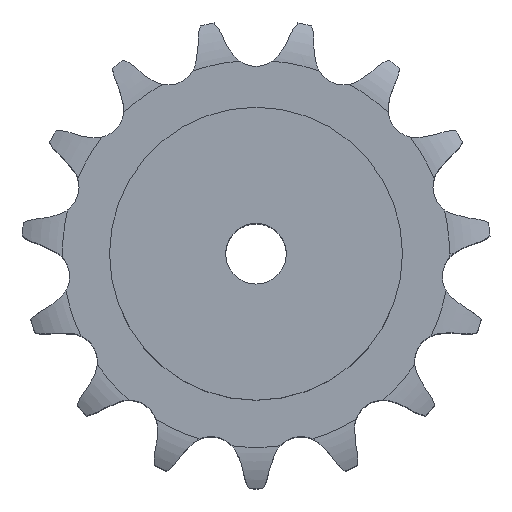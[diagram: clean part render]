
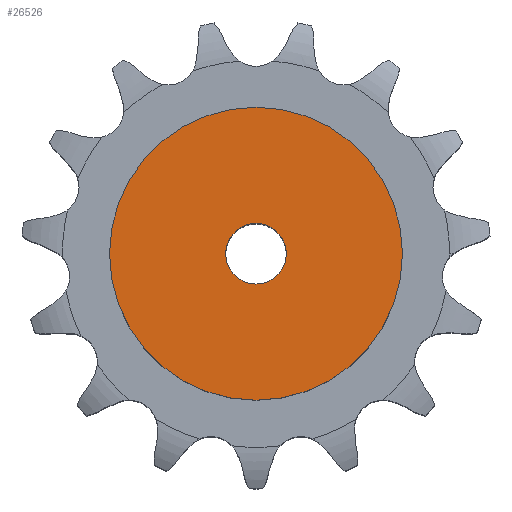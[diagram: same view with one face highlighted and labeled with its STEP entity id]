
A CAD part, top view. The second image highlights one B-rep face of the part: STEP entity #26526.
In plain terms, the highlighted planar face has unit normal (0, 0, 1).
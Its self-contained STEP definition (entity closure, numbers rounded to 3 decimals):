
#14368 = CYLINDRICAL_SURFACE('',#14369,15.);
#14369 = AXIS2_PLACEMENT_3D('',#14370,#14371,#14372);
#14370 = CARTESIAN_POINT('',(0.,0.,407.973));
#14371 = DIRECTION('',(0.,0.,1.));
#14372 = DIRECTION('',(1.,0.,0.));
#18153 = EDGE_CURVE('',#18154,#18154,#18156,.T.);
#18154 = VERTEX_POINT('',#18155);
#18155 = CARTESIAN_POINT('',(15.,0.,180.));
#18156 = SURFACE_CURVE('',#18157,(#18162,#18169),.PCURVE_S1.);
#18157 = CIRCLE('',#18158,15.);
#18158 = AXIS2_PLACEMENT_3D('',#18159,#18160,#18161);
#18159 = CARTESIAN_POINT('',(0.,0.,180.));
#18160 = DIRECTION('',(0.,0.,1.));
#18161 = DIRECTION('',(1.,0.,0.));
#18162 = PCURVE('',#14368,#18163);
#18163 = DEFINITIONAL_REPRESENTATION('',(#18164),#18168);
#18164 = LINE('',#18165,#18166);
#18165 = CARTESIAN_POINT('',(0.,-227.973));
#18166 = VECTOR('',#18167,1.);
#18167 = DIRECTION('',(1.,0.));
#18168 = ( GEOMETRIC_REPRESENTATION_CONTEXT(2) 
PARAMETRIC_REPRESENTATION_CONTEXT() REPRESENTATION_CONTEXT('2D SPACE',''
  ) );
#18169 = PCURVE('',#18170,#18175);
#18170 = PLANE('',#18171);
#18171 = AXIS2_PLACEMENT_3D('',#18172,#18173,#18174);
#18172 = CARTESIAN_POINT('',(0.,0.,180.)
  );
#18173 = DIRECTION('',(0.,0.,1.));
#18174 = DIRECTION('',(1.,0.,0.));
#18175 = DEFINITIONAL_REPRESENTATION('',(#18176),#18180);
#18176 = CIRCLE('',#18177,15.);
#18177 = AXIS2_PLACEMENT_2D('',#18178,#18179);
#18178 = CARTESIAN_POINT('',(0.,0.));
#18179 = DIRECTION('',(1.,0.));
#18180 = ( GEOMETRIC_REPRESENTATION_CONTEXT(2) 
PARAMETRIC_REPRESENTATION_CONTEXT() REPRESENTATION_CONTEXT('2D SPACE',''
  ) );
#26526 = ADVANCED_FACE('',(#26527,#26558),#18170,.T.);
#26527 = FACE_BOUND('',#26528,.T.);
#26528 = EDGE_LOOP('',(#26529));
#26529 = ORIENTED_EDGE('',*,*,#26530,.T.);
#26530 = EDGE_CURVE('',#26531,#26531,#26533,.T.);
#26531 = VERTEX_POINT('',#26532);
#26532 = CARTESIAN_POINT('',(72.5,0.,180.));
#26533 = SURFACE_CURVE('',#26534,(#26539,#26546),.PCURVE_S1.);
#26534 = CIRCLE('',#26535,72.5);
#26535 = AXIS2_PLACEMENT_3D('',#26536,#26537,#26538);
#26536 = CARTESIAN_POINT('',(0.,0.,180.));
#26537 = DIRECTION('',(0.,0.,1.));
#26538 = DIRECTION('',(1.,0.,0.));
#26539 = PCURVE('',#18170,#26540);
#26540 = DEFINITIONAL_REPRESENTATION('',(#26541),#26545);
#26541 = CIRCLE('',#26542,72.5);
#26542 = AXIS2_PLACEMENT_2D('',#26543,#26544);
#26543 = CARTESIAN_POINT('',(0.,0.));
#26544 = DIRECTION('',(1.,0.));
#26545 = ( GEOMETRIC_REPRESENTATION_CONTEXT(2) 
PARAMETRIC_REPRESENTATION_CONTEXT() REPRESENTATION_CONTEXT('2D SPACE',''
  ) );
#26546 = PCURVE('',#26547,#26552);
#26547 = CYLINDRICAL_SURFACE('',#26548,72.5);
#26548 = AXIS2_PLACEMENT_3D('',#26549,#26550,#26551);
#26549 = CARTESIAN_POINT('',(0.,0.,0.));
#26550 = DIRECTION('',(-0.,-0.,-1.));
#26551 = DIRECTION('',(1.,0.,0.));
#26552 = DEFINITIONAL_REPRESENTATION('',(#26553),#26557);
#26553 = LINE('',#26554,#26555);
#26554 = CARTESIAN_POINT('',(-0.,-180.));
#26555 = VECTOR('',#26556,1.);
#26556 = DIRECTION('',(-1.,0.));
#26557 = ( GEOMETRIC_REPRESENTATION_CONTEXT(2) 
PARAMETRIC_REPRESENTATION_CONTEXT() REPRESENTATION_CONTEXT('2D SPACE',''
  ) );
#26558 = FACE_BOUND('',#26559,.T.);
#26559 = EDGE_LOOP('',(#26560));
#26560 = ORIENTED_EDGE('',*,*,#18153,.F.);
